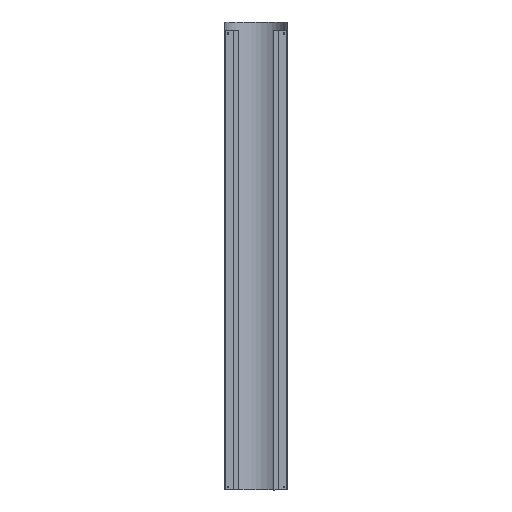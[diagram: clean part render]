
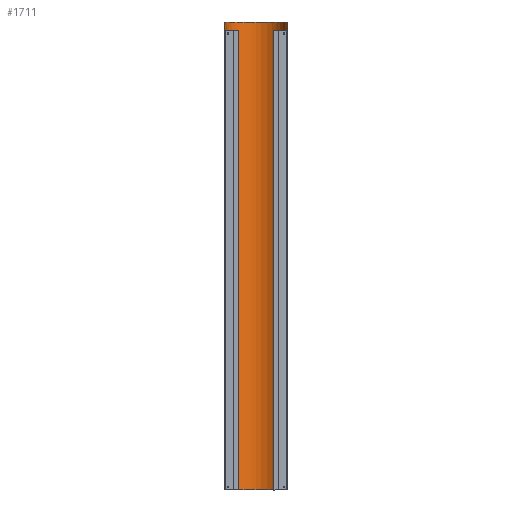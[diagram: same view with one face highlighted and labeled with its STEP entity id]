
A CAD part, front view. The second image highlights one B-rep face of the part: STEP entity #1711.
In plain terms, the highlighted cylindrical face has radius 74.5 mm (diameter 149 mm), a partial arc.
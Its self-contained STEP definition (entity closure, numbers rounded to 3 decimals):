
#810=CARTESIAN_POINT('',(-74.5,50.,0.));
#811=VERTEX_POINT('',#810);
#818=CARTESIAN_POINT('',(-74.5,50.,1120.0));
#819=VERTEX_POINT('',#818);
#820=CARTESIAN_POINT('',(-74.5,50.,0.0));
#821=DIRECTION('',(0.0,0.0,1.0));
#822=VECTOR('',#821,1120.0);
#823=LINE('',#820,#822);
#824=EDGE_CURVE('',#811,#819,#823,.T.);
#1296=CARTESIAN_POINT('',(74.5,50.,1120.0));
#1297=VERTEX_POINT('',#1296);
#1304=CARTESIAN_POINT('',(74.5,50.,0.));
#1305=VERTEX_POINT('',#1304);
#1306=CARTESIAN_POINT('',(74.5,50.,0.));
#1307=DIRECTION('',(0.0,0.0,1.0));
#1308=VECTOR('',#1307,1120.0);
#1309=LINE('',#1306,#1308);
#1310=EDGE_CURVE('',#1305,#1297,#1309,.T.);
#1613=CARTESIAN_POINT('',(0.,50.,1120.0));
#1614=DIRECTION('',(0.0,0.0,-1.0));
#1615=DIRECTION('',(-1.0,0.0,0.0));
#1616=AXIS2_PLACEMENT_3D('',#1613,#1614,#1615);
#1617=CIRCLE('',#1616,74.5);
#1618=EDGE_CURVE('',#819,#1297,#1617,.T.);
#1667=CARTESIAN_POINT('',(0.,50.,0.));
#1668=DIRECTION('',(0.0,0.0,1.0));
#1669=DIRECTION('',(1.0,0.0,0.0));
#1670=AXIS2_PLACEMENT_3D('',#1667,#1668,#1669);
#1671=CIRCLE('',#1670,74.5);
#1672=EDGE_CURVE('',#1305,#811,#1671,.T.);
#1700=CARTESIAN_POINT('',(0.,50.,560.));
#1701=DIRECTION('',(0.,0.,1.0));
#1702=DIRECTION('',(1.0,0.0,0.0));
#1703=AXIS2_PLACEMENT_3D('',#1700,#1701,#1702);
#1704=CYLINDRICAL_SURFACE('',#1703,74.5);
#1705=ORIENTED_EDGE('',*,*,#824,.F.);
#1706=ORIENTED_EDGE('',*,*,#1672,.F.);
#1707=ORIENTED_EDGE('',*,*,#1310,.T.);
#1708=ORIENTED_EDGE('',*,*,#1618,.F.);
#1709=EDGE_LOOP('',(#1705,#1706,#1707,#1708));
#1710=FACE_OUTER_BOUND('',#1709,.T.);
#1711=ADVANCED_FACE('',(#1710),#1704,.F.);
